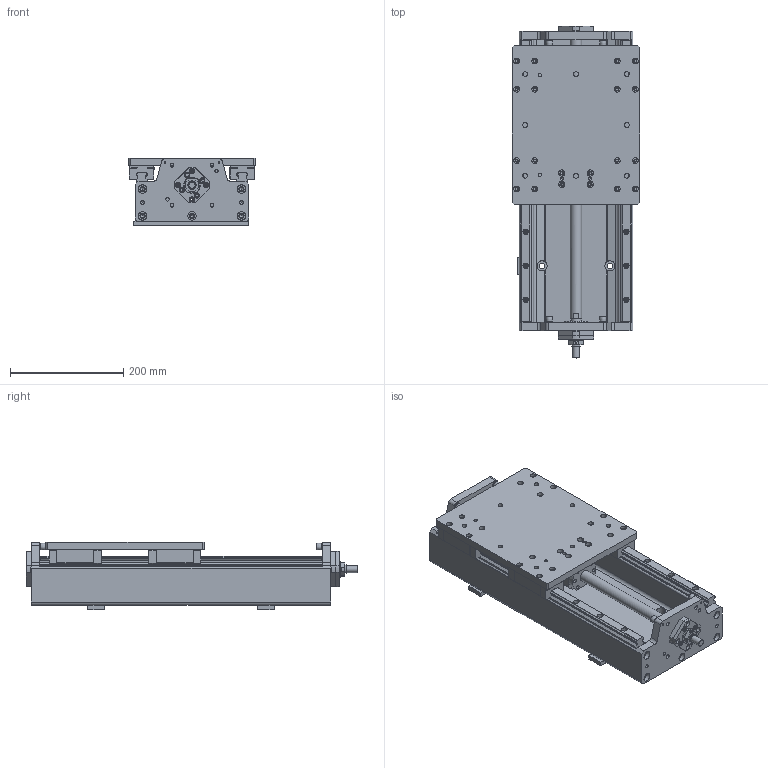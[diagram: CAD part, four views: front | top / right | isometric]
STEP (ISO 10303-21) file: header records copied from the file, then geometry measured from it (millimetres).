
FILE_DESCRIPTION((''),'2;1');
FILE_NAME('KK-HD-225-20-20XX-0500.stp','2009-03-21T11:31:51',('kurt'),(''),'Autodesk Inventor 2008','Autodesk Inventor 2008','');
FILE_SCHEMA(('AUTOMOTIVE_DESIGN { 1 0 10303 214 1 1 1 1 }'));
Length unit declared in the file: millimetre
Products named in the file (1): Part249
Bounding box: 225 x 587 x 120 mm (x, y, z)
Volume: 5614379.3 mm3; surface area: 736917.1 mm2
Topology: 1 solids, 21 shells, 2310 faces, 6145 edges, 4052 vertices
Faces by surface type: plane 1535, cylinder 411, bspline 247, cone 101, torus 16
Full cylindrical faces by diameter (mm): 2.459 x4, 3 x5, 3.5 x4, 4.134 x24, 4.917 x10, 5 x16, 5.5 x28, 6 x30, 6.6 x14, 6.647 x10, 7.5 x4, 8.376 x8, 9 x10, 9.5 x28, 10 x16, 10.106 x4, 11 x12, 12 x1, 14.3 x1, 15 x14, 18 x5, 20 x2, 20.44 x4, 20.5 x1, 20.733 x2, 21 x1, 26.56 x4, 28 x2, 30.8 x2, 32 x1
Entity records: 76291 total; most frequent: CARTESIAN_POINT 19071, ORIENTED_EDGE 11376, DIRECTION 10292, EDGE_CURVE 5688, VECTOR 4172, LINE 4172, VERTEX_POINT 3954, AXIS2_PLACEMENT_3D 3060
